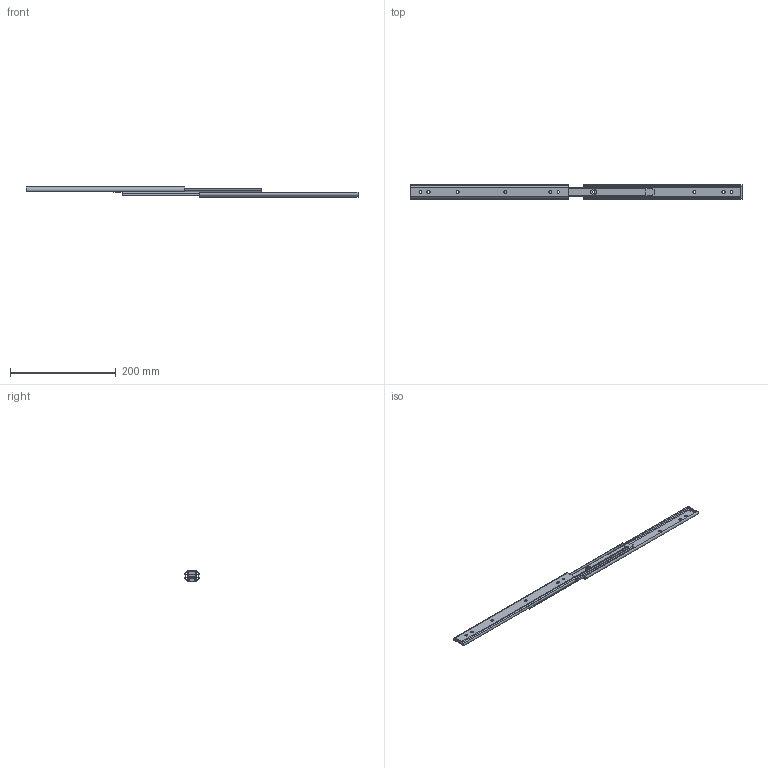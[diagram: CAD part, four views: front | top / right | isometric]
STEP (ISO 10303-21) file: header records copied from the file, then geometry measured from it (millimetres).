
FILE_DESCRIPTION (( 'STEP AP203' ), '1' );
FILE_NAME ('KC-359-30_.STEP', '2011-08-03T06:19:49', ( '' ), ( '' ), 'SwSTEP 2.0', 'SolidWorks 2011', '' );
FILE_SCHEMA (( 'CONFIG_CONTROL_DESIGN' ));
Length unit declared in the file: millimetre
Products named in the file (3): KC-359-30_; KC-359-30僀儞僫乕_; KC-359-30キャビネットメンバー_
Assembly tree (3 placements, depth 2):
  KC-359-30_
    KC-359-30僀儞僫乕_
    KC-359-30キャビネットメンバー_  x2
Bounding box: 626.8 x 26.98 x 19 mm (x, y, z)
Volume: 55180.1 mm3; surface area: 70604.9 mm2
Topology: 3 solids, 3 shells, 158 faces, 448 edges, 296 vertices
Faces by surface type: plane 92, cylinder 66
Entity records: 3861 total; most frequent: DIRECTION 620, CARTESIAN_POINT 618, ORIENTED_EDGE 608, EDGE_CURVE 304, VECTOR 216, LINE 216, AXIS2_PLACEMENT_3D 202, VERTEX_POINT 200
